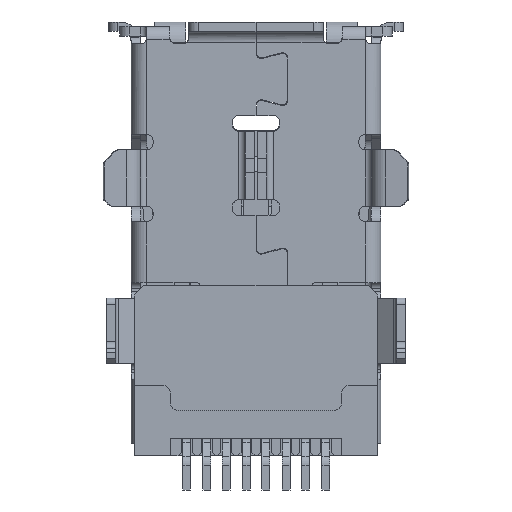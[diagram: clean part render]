
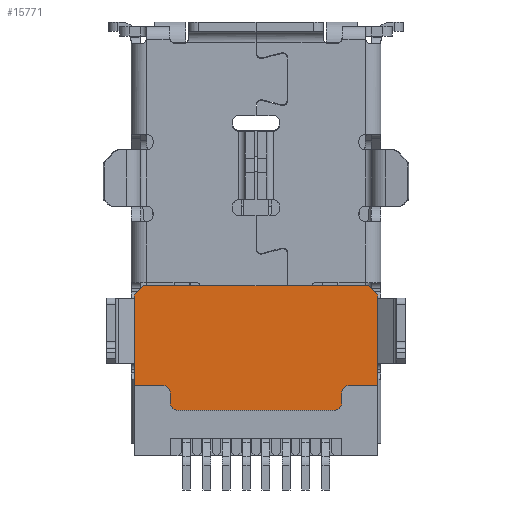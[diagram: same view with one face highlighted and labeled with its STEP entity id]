
A CAD part, front view. The second image highlights one B-rep face of the part: STEP entity #15771.
In plain terms, the highlighted planar face has unit normal (0, -1, 0).
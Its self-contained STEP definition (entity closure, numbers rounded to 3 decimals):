
#546=DIRECTION('',(-1.,0.,0.));
#547=VECTOR('',#546,7.21);
#548=CARTESIAN_POINT('',(3.605,-3.65,1.7));
#549=LINE('',#548,#547);
#624=DIRECTION('',(0.,0.,-1.));
#625=VECTOR('',#624,2.9);
#626=CARTESIAN_POINT('',(-3.905,-3.65,1.4));
#627=LINE('',#626,#625);
#844=DIRECTION('',(1.,0.,0.));
#845=VECTOR('',#844,5.);
#846=CARTESIAN_POINT('',(-2.5,-3.65,-2.3));
#847=LINE('',#846,#845);
#856=CARTESIAN_POINT('',(-2.5,-3.65,-2.05));
#857=DIRECTION('',(0.,1.,0.));
#858=DIRECTION('',(0.,0.,-1.));
#859=AXIS2_PLACEMENT_3D('',#856,#857,#858);
#861=DIRECTION('',(0.,0.,1.));
#862=VECTOR('',#861,0.3);
#863=CARTESIAN_POINT('',(-2.75,-3.65,-2.05));
#864=LINE('',#863,#862);
#865=CARTESIAN_POINT('',(-3.,-3.65,-1.75));
#866=DIRECTION('',(0.,-1.,0.));
#867=DIRECTION('',(1.,0.,0.));
#868=AXIS2_PLACEMENT_3D('',#865,#866,#867);
#870=DIRECTION('',(-1.,0.,0.));
#871=VECTOR('',#870,0.905);
#872=CARTESIAN_POINT('',(-3.,-3.65,-1.5));
#873=LINE('',#872,#871);
#874=DIRECTION('',(0.707,0.,0.707));
#875=VECTOR('',#874,0.424);
#876=CARTESIAN_POINT('',(-3.905,-3.65,1.4));
#877=LINE('',#876,#875);
#878=DIRECTION('',(0.707,0.,-0.707));
#879=VECTOR('',#878,0.424);
#880=CARTESIAN_POINT('',(3.605,-3.65,1.7));
#881=LINE('',#880,#879);
#882=CARTESIAN_POINT('',(3.,-3.65,-1.75));
#883=DIRECTION('',(0.,-1.,0.));
#884=DIRECTION('',(0.,0.,1.));
#885=AXIS2_PLACEMENT_3D('',#882,#883,#884);
#887=DIRECTION('',(0.,0.,-1.));
#888=VECTOR('',#887,0.3);
#889=CARTESIAN_POINT('',(2.75,-3.65,-1.75));
#890=LINE('',#889,#888);
#891=CARTESIAN_POINT('',(2.5,-3.65,-2.05));
#892=DIRECTION('',(0.,1.,0.));
#893=DIRECTION('',(1.,0.,0.));
#894=AXIS2_PLACEMENT_3D('',#891,#892,#893);
#932=DIRECTION('',(0.,0.,1.));
#933=VECTOR('',#932,2.9);
#934=CARTESIAN_POINT('',(3.905,-3.65,-1.5));
#935=LINE('',#934,#933);
#1360=DIRECTION('',(1.,0.,0.));
#1361=VECTOR('',#1360,0.905);
#1362=CARTESIAN_POINT('',(3.,-3.65,-1.5));
#1363=LINE('',#1362,#1361);
#12008=CARTESIAN_POINT('',(-3.905,-3.65,1.4));
#12009=CARTESIAN_POINT('',(-3.605,-3.65,1.7));
#12010=VERTEX_POINT('',#12008);
#12011=VERTEX_POINT('',#12009);
#12012=CARTESIAN_POINT('',(-2.5,-3.65,-2.3));
#12013=CARTESIAN_POINT('',(-2.75,-3.65,-2.05));
#12014=VERTEX_POINT('',#12012);
#12015=VERTEX_POINT('',#12013);
#12016=CARTESIAN_POINT('',(-2.75,-3.65,-1.75));
#12017=VERTEX_POINT('',#12016);
#12018=CARTESIAN_POINT('',(-3.,-3.65,-1.5));
#12019=VERTEX_POINT('',#12018);
#12020=CARTESIAN_POINT('',(-3.905,-3.65,-1.5));
#12021=VERTEX_POINT('',#12020);
#12022=CARTESIAN_POINT('',(3.605,-3.65,1.7));
#12023=VERTEX_POINT('',#12022);
#12024=CARTESIAN_POINT('',(3.905,-3.65,1.4));
#12025=VERTEX_POINT('',#12024);
#12026=CARTESIAN_POINT('',(3.905,-3.65,-1.5));
#12027=VERTEX_POINT('',#12026);
#12028=CARTESIAN_POINT('',(3.,-3.65,-1.5));
#12029=VERTEX_POINT('',#12028);
#12030=CARTESIAN_POINT('',(2.75,-3.65,-1.75));
#12031=VERTEX_POINT('',#12030);
#12032=CARTESIAN_POINT('',(2.75,-3.65,-2.05));
#12033=VERTEX_POINT('',#12032);
#12034=CARTESIAN_POINT('',(2.5,-3.65,-2.3));
#12035=VERTEX_POINT('',#12034);
#15740=CARTESIAN_POINT('',(0.,-3.65,0.));
#15741=DIRECTION('',(0.,-1.,0.));
#15742=DIRECTION('',(0.,0.,-1.));
#15743=AXIS2_PLACEMENT_3D('',#15740,#15741,#15742);
#15744=PLANE('',#15743);
#15745=ORIENTED_EDGE('',*,*,#15731,.T.);
#15747=ORIENTED_EDGE('',*,*,#15746,.T.);
#15749=ORIENTED_EDGE('',*,*,#15748,.T.);
#15751=ORIENTED_EDGE('',*,*,#15750,.T.);
#15752=ORIENTED_EDGE('',*,*,#15526,.F.);
#15754=ORIENTED_EDGE('',*,*,#15753,.T.);
#15755=ORIENTED_EDGE('',*,*,#15424,.F.);
#15757=ORIENTED_EDGE('',*,*,#15756,.T.);
#15759=ORIENTED_EDGE('',*,*,#15758,.F.);
#15761=ORIENTED_EDGE('',*,*,#15760,.F.);
#15763=ORIENTED_EDGE('',*,*,#15762,.T.);
#15765=ORIENTED_EDGE('',*,*,#15764,.T.);
#15767=ORIENTED_EDGE('',*,*,#15766,.T.);
#15768=ORIENTED_EDGE('',*,*,#15718,.F.);
#15769=EDGE_LOOP('',(#15745,#15747,#15749,#15751,#15752,#15754,#15755,#15757,
#15759,#15761,#15763,#15765,#15767,#15768));
#15770=FACE_OUTER_BOUND('',#15769,.F.);
#860=CIRCLE('',#859,0.25);
#869=CIRCLE('',#868,0.25);
#886=CIRCLE('',#885,0.25);
#895=CIRCLE('',#894,0.25);
#15424=EDGE_CURVE('',#12023,#12011,#549,.T.);
#15526=EDGE_CURVE('',#12010,#12021,#627,.T.);
#15718=EDGE_CURVE('',#12014,#12035,#847,.T.);
#15731=EDGE_CURVE('',#12014,#12015,#860,.T.);
#15746=EDGE_CURVE('',#12015,#12017,#864,.T.);
#15748=EDGE_CURVE('',#12017,#12019,#869,.T.);
#15750=EDGE_CURVE('',#12019,#12021,#873,.T.);
#15753=EDGE_CURVE('',#12010,#12011,#877,.T.);
#15756=EDGE_CURVE('',#12023,#12025,#881,.T.);
#15758=EDGE_CURVE('',#12027,#12025,#935,.T.);
#15760=EDGE_CURVE('',#12029,#12027,#1363,.T.);
#15762=EDGE_CURVE('',#12029,#12031,#886,.T.);
#15764=EDGE_CURVE('',#12031,#12033,#890,.T.);
#15766=EDGE_CURVE('',#12033,#12035,#895,.T.);
#15771=ADVANCED_FACE('',(#15770),#15744,.T.);
